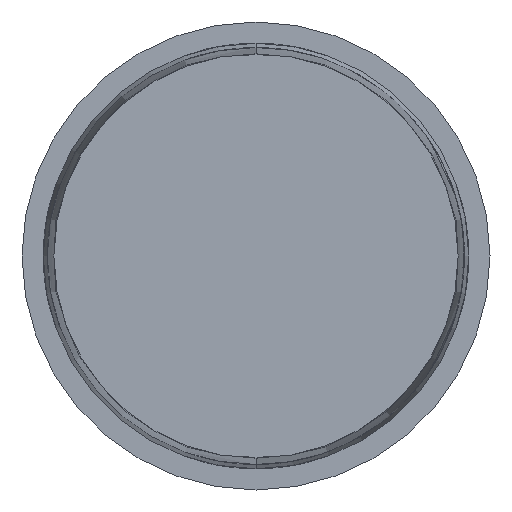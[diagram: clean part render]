
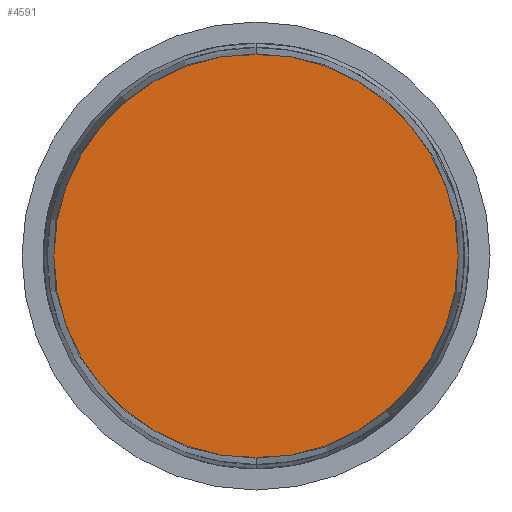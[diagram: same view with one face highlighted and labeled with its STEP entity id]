
A CAD part, front view. The second image highlights one B-rep face of the part: STEP entity #4591.
In plain terms, the highlighted planar face has unit normal (0, -1, 0).
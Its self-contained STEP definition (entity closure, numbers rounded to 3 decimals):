
#107 = DIRECTION ( 'NONE',  ( 0., 1., 0. ) ) ;
#148 = VERTEX_POINT ( 'NONE', #2484 ) ;
#823 = DIRECTION ( 'NONE',  ( 0., 0., 1. ) ) ;
#967 = CARTESIAN_POINT ( 'NONE',  ( 0., -27.2, -0.95 ) ) ;
#1109 = FACE_OUTER_BOUND ( 'NONE', #4689, .T. ) ;
#1201 = AXIS2_PLACEMENT_3D ( 'NONE', #3108, #3062, #823 ) ;
#1392 = VERTEX_POINT ( 'NONE', #967 ) ;
#1580 = ORIENTED_EDGE ( 'NONE', *, *, #3748, .F. ) ;
#1709 = CIRCLE ( 'NONE', #4194, 0.95 ) ;
#1815 = PLANE ( 'NONE',  #4868 ) ;
#1833 = CARTESIAN_POINT ( 'NONE',  ( 0.95, -27.2, 0. ) ) ;
#2211 = DIRECTION ( 'NONE',  ( 0., 0., 1. ) ) ;
#2484 = CARTESIAN_POINT ( 'NONE',  ( 0., -27.2, 0.95 ) ) ;
#2751 = CARTESIAN_POINT ( 'NONE',  ( 0., -27.2, 0. ) ) ;
#2969 = CIRCLE ( 'NONE', #1201, 0.95 ) ;
#3032 = EDGE_CURVE ( 'Defeature ausgef�hrt3_10+Defeature ausgef�hrt3_11+Defeature ausgef�hrt3_11+Defeature ausgef�hrt3_11', #148, #1392, #2969, .T. ) ;
#3062 = DIRECTION ( 'NONE',  ( 0., 1., 0. ) ) ;
#3108 = CARTESIAN_POINT ( 'NONE',  ( 0., -27.2, 0. ) ) ;
#3748 = EDGE_CURVE ( 'Defeature ausgef�hrt3_10+Defeature ausgef�hrt3_11+Defeature ausgef�hrt3_11+Defeature ausgef�hrt3_11', #1392, #148, #1709, .T. ) ;
#4194 = AXIS2_PLACEMENT_3D ( 'NONE', #2751, #107, #4244 ) ;
#4244 = DIRECTION ( 'NONE',  ( 0., 0., 1. ) ) ;
#4454 = ORIENTED_EDGE ( 'NONE', *, *, #3032, .F. ) ;
#4465 = DIRECTION ( 'NONE',  ( 0., 1., 0. ) ) ;
#4591 = ADVANCED_FACE ( 'Defeature ausgef�hrt3_11', ( #1109 ), #1815, .F. ) ;
#4689 = EDGE_LOOP ( 'NONE', ( #4454, #1580 ) ) ;
#4868 = AXIS2_PLACEMENT_3D ( 'NONE', #1833, #4465, #2211 ) ;
